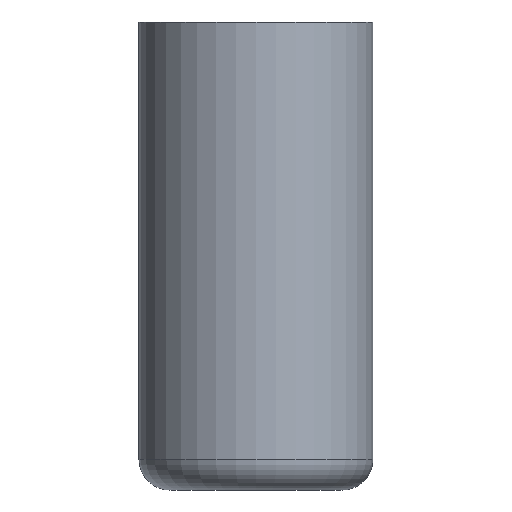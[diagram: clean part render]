
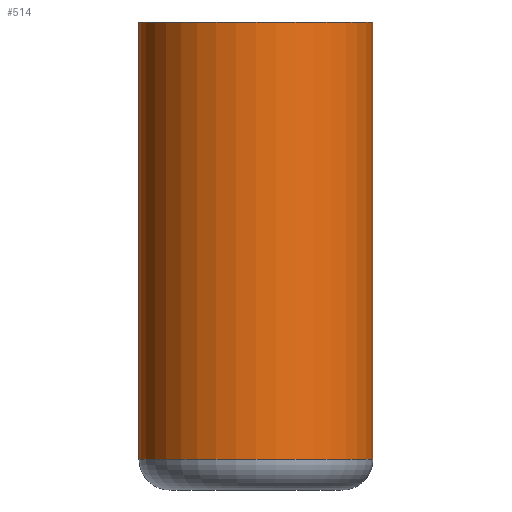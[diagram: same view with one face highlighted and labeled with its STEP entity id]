
A CAD part, left-side view. The second image highlights one B-rep face of the part: STEP entity #514.
In plain terms, the highlighted cylindrical face has radius 19.05 mm (diameter 38.1 mm), a full revolution.
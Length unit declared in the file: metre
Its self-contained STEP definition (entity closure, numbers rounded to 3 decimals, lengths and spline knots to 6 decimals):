
#30=LINE('',#791,#66);
#31=LINE('',#795,#67);
#32=LINE('',#799,#68);
#33=LINE('',#803,#69);
#66=VECTOR('',#630,1.);
#67=VECTOR('',#633,1.);
#68=VECTOR('',#636,1.);
#69=VECTOR('',#639,1.);
#102=ORIENTED_EDGE('',*,*,#236,.T.);
#103=ORIENTED_EDGE('',*,*,#237,.F.);
#104=ORIENTED_EDGE('',*,*,#238,.T.);
#105=ORIENTED_EDGE('',*,*,#239,.T.);
#106=ORIENTED_EDGE('',*,*,#240,.T.);
#107=ORIENTED_EDGE('',*,*,#241,.T.);
#108=ORIENTED_EDGE('',*,*,#242,.F.);
#109=ORIENTED_EDGE('',*,*,#243,.T.);
#110=ORIENTED_EDGE('',*,*,#244,.F.);
#111=ORIENTED_EDGE('',*,*,#245,.T.);
#236=EDGE_CURVE('',#303,#303,#354,.T.);
#237=EDGE_CURVE('',#304,#304,#355,.T.);
#238=EDGE_CURVE('',#305,#306,#356,.T.);
#239=EDGE_CURVE('',#306,#307,#30,.T.);
#240=EDGE_CURVE('',#307,#308,#357,.T.);
#241=EDGE_CURVE('',#308,#305,#31,.F.);
#242=EDGE_CURVE('',#309,#310,#358,.T.);
#243=EDGE_CURVE('',#309,#311,#32,.F.);
#244=EDGE_CURVE('',#312,#311,#359,.T.);
#245=EDGE_CURVE('',#312,#310,#33,.T.);
#303=VERTEX_POINT('',#785);
#304=VERTEX_POINT('',#787);
#305=VERTEX_POINT('',#789);
#306=VERTEX_POINT('',#790);
#307=VERTEX_POINT('',#792);
#308=VERTEX_POINT('',#794);
#309=VERTEX_POINT('',#797);
#310=VERTEX_POINT('',#798);
#311=VERTEX_POINT('',#800);
#312=VERTEX_POINT('',#802);
#354=CIRCLE('',#559,0.01905);
#355=CIRCLE('',#560,0.01905);
#356=CIRCLE('',#561,0.01905);
#357=CIRCLE('',#562,0.01905);
#358=CIRCLE('',#563,0.01905);
#359=CIRCLE('',#564,0.01905);
#385=EDGE_LOOP('',(#102));
#386=EDGE_LOOP('',(#103));
#387=EDGE_LOOP('',(#104,#105,#106,#107));
#388=EDGE_LOOP('',(#108,#109,#110,#111));
#443=FACE_BOUND('',#385,.T.);
#444=FACE_BOUND('',#386,.T.);
#445=FACE_BOUND('',#387,.T.);
#446=FACE_BOUND('',#388,.T.);
#501=CYLINDRICAL_SURFACE('',#558,0.01905);
#514=ADVANCED_FACE('',(#443,#444,#445,#446),#501,.T.);
#558=AXIS2_PLACEMENT_3D('',#783,#622,#623);
#559=AXIS2_PLACEMENT_3D('',#784,#624,#625);
#560=AXIS2_PLACEMENT_3D('',#786,#626,#627);
#561=AXIS2_PLACEMENT_3D('',#788,#628,#629);
#562=AXIS2_PLACEMENT_3D('',#793,#631,#632);
#563=AXIS2_PLACEMENT_3D('',#796,#634,#635);
#564=AXIS2_PLACEMENT_3D('',#801,#637,#638);
#622=DIRECTION('',(0.,0.,-1.));
#623=DIRECTION('',(-1.,0.,0.));
#624=DIRECTION('',(0.,0.,1.));
#625=DIRECTION('',(1.,0.,0.));
#626=DIRECTION('',(0.,0.,1.));
#627=DIRECTION('',(1.,0.,0.));
#628=DIRECTION('',(0.,0.,1.));
#629=DIRECTION('',(1.,0.,0.));
#630=DIRECTION('',(0.,0.,-1.));
#631=DIRECTION('',(0.,0.,-1.));
#632=DIRECTION('',(-1.,0.,0.));
#633=DIRECTION('',(0.,0.,-1.));
#634=DIRECTION('',(0.,0.,1.));
#635=DIRECTION('',(1.,0.,0.));
#636=DIRECTION('',(0.,0.,-1.));
#637=DIRECTION('',(0.,0.,-1.));
#638=DIRECTION('',(-1.,0.,0.));
#639=DIRECTION('',(0.,0.,-1.));
#783=CARTESIAN_POINT('',(0.,0.,0.0381));
#784=CARTESIAN_POINT('',(0.,0.,-0.0331));
#785=CARTESIAN_POINT('',(0.01905,0.,-0.0331));
#786=CARTESIAN_POINT('',(0.,0.,0.0381));
#787=CARTESIAN_POINT('',(0.01905,0.,0.0381));
#788=CARTESIAN_POINT('',(0.,0.,0.028575));
#789=CARTESIAN_POINT('',(0.018203,-0.005616,0.028575));
#790=CARTESIAN_POINT('',(0.018203,0.005616,0.028575));
#791=CARTESIAN_POINT('',(0.018203,0.005616,0.0381));
#792=CARTESIAN_POINT('',(0.018203,0.005616,0.003175));
#793=CARTESIAN_POINT('',(0.,0.,0.003175));
#794=CARTESIAN_POINT('',(0.018203,-0.005616,0.003175));
#795=CARTESIAN_POINT('',(0.018203,-0.005616,0.0381));
#796=CARTESIAN_POINT('',(0.,0.,-0.03175));
#797=CARTESIAN_POINT('',(0.018203,-0.005616,-0.03175));
#798=CARTESIAN_POINT('',(0.018203,0.005616,-0.03175));
#799=CARTESIAN_POINT('',(0.018203,-0.005616,0.0381));
#800=CARTESIAN_POINT('',(0.018203,-0.005616,-0.00635));
#801=CARTESIAN_POINT('',(0.,0.,-0.00635));
#802=CARTESIAN_POINT('',(0.018203,0.005616,-0.00635));
#803=CARTESIAN_POINT('',(0.018203,0.005616,0.0381));
